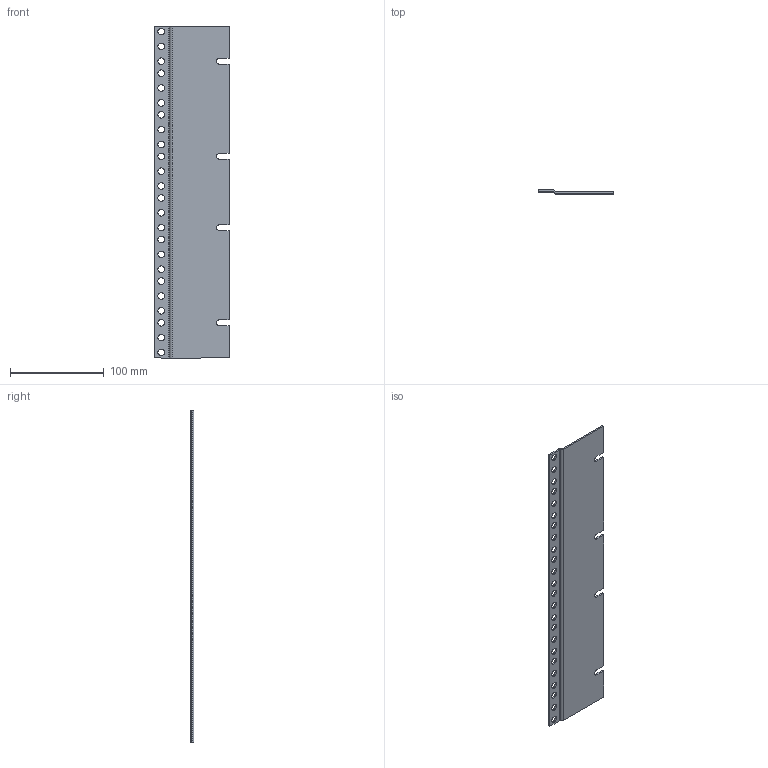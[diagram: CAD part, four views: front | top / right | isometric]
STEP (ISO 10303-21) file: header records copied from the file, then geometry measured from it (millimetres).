
FILE_DESCRIPTION (( 'STEP AP203' ), '1' );
FILE_NAME ('PBAS19014BK2.step', '2020-11-12T16:38:23', ( 'ADC123' ), ( 'Microsoft' ), 'SwSTEP 2.0', 'SolidWorks 2019', '' );
FILE_SCHEMA (( 'CONFIG_CONTROL_DESIGN' ));
Length unit declared in the file: inch
Products named in the file (1): PBAS19014BK2
Bounding box: 79.38 x 4.11 x 354.79 mm (x, y, z)
Volume: 49765.9 mm3; surface area: 57177.6 mm2
Topology: 1 solids, 1 shells, 52 faces, 150 edges, 100 vertices
Faces by surface type: cylinder 32, plane 20
Full cylindrical faces by diameter (mm): 7.137 x24
Entity records: 1793 total; most frequent: DIRECTION 296, CARTESIAN_POINT 279, ORIENTED_EDGE 252, EDGE_CURVE 126, EDGE_LOOP 124, AXIS2_PLACEMENT_3D 117, VERTEX_POINT 100, FACE_OUTER_BOUND 76
